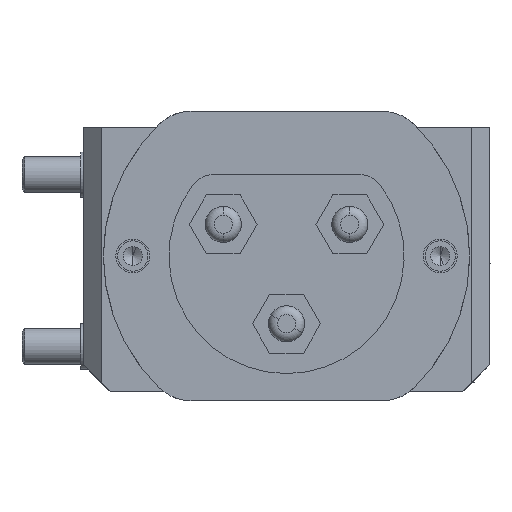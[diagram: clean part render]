
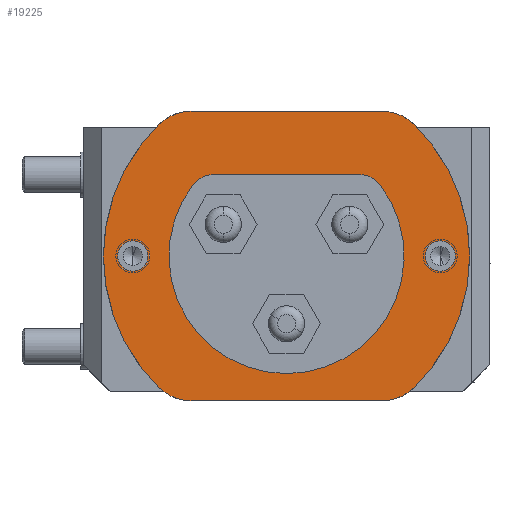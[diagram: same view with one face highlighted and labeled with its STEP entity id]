
A CAD part, left-side view. The second image highlights one B-rep face of the part: STEP entity #19225.
In plain terms, the highlighted planar face has unit normal (-1, 0, 0).
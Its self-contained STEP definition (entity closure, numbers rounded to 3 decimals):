
#215 = CARTESIAN_POINT ( 'NONE',  ( -111., -16., 48. ) ) ;
#343 = CIRCLE ( 'NONE', #17368, 3.35 ) ;
#835 = VERTEX_POINT ( 'NONE', #2336 ) ;
#968 = CARTESIAN_POINT ( 'NONE',  ( -111., 0., 30. ) ) ;
#1036 = ORIENTED_EDGE ( 'NONE', *, *, #14762, .T. ) ;
#1203 = CARTESIAN_POINT ( 'NONE',  ( -111., 21.125, 52. ) ) ;
#1309 = EDGE_CURVE ( 'NONE', #835, #7655, #19697, .T. ) ;
#1543 = CIRCLE ( 'NONE', #5497, 40.5 ) ;
#1590 = VERTEX_POINT ( 'NONE', #6129 ) ;
#1855 = ORIENTED_EDGE ( 'NONE', *, *, #15489, .F. ) ;
#1960 = LINE ( 'NONE', #215, #9531 ) ;
#2162 = CIRCLE ( 'NONE', #20456, 26. ) ;
#2197 = DIRECTION ( 'NONE',  ( -1., 0., 0. ) ) ;
#2336 = CARTESIAN_POINT ( 'NONE',  ( -111., 21.125, -2. ) ) ;
#2405 = FACE_BOUND ( 'NONE', #8137, .T. ) ;
#2529 = CARTESIAN_POINT ( 'NONE',  ( -111., 0., 30. ) ) ;
#2581 = DIRECTION ( 'NONE',  ( 0., 0., 1. ) ) ;
#2772 = AXIS2_PLACEMENT_3D ( 'NONE', #14043, #4376, #15680 ) ;
#2830 = DIRECTION ( 'NONE',  ( 0., 0., 1. ) ) ;
#2868 = EDGE_CURVE ( 'NONE', #17157, #6501, #13573, .T. ) ;
#2893 = CARTESIAN_POINT ( 'NONE',  ( -111., 16., 48. ) ) ;
#2942 = EDGE_CURVE ( 'NONE', #10495, #835, #9310, .T. ) ;
#2964 = VERTEX_POINT ( 'NONE', #3002 ) ;
#3002 = CARTESIAN_POINT ( 'NONE',  ( -111., 34., 26.65 ) ) ;
#3131 = ORIENTED_EDGE ( 'NONE', *, *, #13810, .F. ) ;
#3370 = ORIENTED_EDGE ( 'NONE', *, *, #4505, .T. ) ;
#3399 = CARTESIAN_POINT ( 'NONE',  ( -111., 34., 33.35 ) ) ;
#3484 = CIRCLE ( 'NONE', #19032, 10. ) ;
#3593 = CIRCLE ( 'NONE', #12221, 3.35 ) ;
#3606 = CARTESIAN_POINT ( 'NONE',  ( -111., 28.051, 59.213 ) ) ;
#3607 = VERTEX_POINT ( 'NONE', #8298 ) ;
#3643 = CARTESIAN_POINT ( 'NONE',  ( -111., 21.125, 62. ) ) ;
#3756 = DIRECTION ( 'NONE',  ( -1., 0., 0. ) ) ;
#3757 = ORIENTED_EDGE ( 'NONE', *, *, #17093, .F. ) ;
#4133 = DIRECTION ( 'NONE',  ( 0., 0., 1. ) ) ;
#4244 = CARTESIAN_POINT ( 'NONE',  ( -111., 21.125, 62. ) ) ;
#4251 = CARTESIAN_POINT ( 'NONE',  ( -111., -20.8, 45.6 ) ) ;
#4376 = DIRECTION ( 'NONE',  ( -1., 0., 0. ) ) ;
#4391 = DIRECTION ( 'NONE',  ( -1., 0., 0. ) ) ;
#4445 = CARTESIAN_POINT ( 'NONE',  ( -111., 21.125, 8. ) ) ;
#4505 = EDGE_CURVE ( 'NONE', #5217, #10495, #16080, .T. ) ;
#5017 = VERTEX_POINT ( 'NONE', #15834 ) ;
#5045 = DIRECTION ( 'NONE',  ( 0., 1., 0. ) ) ;
#5217 = VERTEX_POINT ( 'NONE', #3606 ) ;
#5425 = DIRECTION ( 'NONE',  ( 0., -1., 0. ) ) ;
#5497 = AXIS2_PLACEMENT_3D ( 'NONE', #7528, #18825, #9164 ) ;
#5984 = VERTEX_POINT ( 'NONE', #14793 ) ;
#6057 = DIRECTION ( 'NONE',  ( 0., 0., 1. ) ) ;
#6129 = CARTESIAN_POINT ( 'NONE',  ( -111., -28.051, 59.213 ) ) ;
#6226 = DIRECTION ( 'NONE',  ( -1., 0., 0. ) ) ;
#6501 = VERTEX_POINT ( 'NONE', #3643 ) ;
#6506 = CARTESIAN_POINT ( 'NONE',  ( -111., -16., 42. ) ) ;
#6511 = DIRECTION ( 'NONE',  ( 0., 0., 1. ) ) ;
#6614 = EDGE_CURVE ( 'NONE', #5017, #16266, #2162, .T. ) ;
#6622 = AXIS2_PLACEMENT_3D ( 'NONE', #2529, #13798, #4133 ) ;
#6700 = CARTESIAN_POINT ( 'NONE',  ( -111., 21.125, -2. ) ) ;
#7178 = FACE_BOUND ( 'NONE', #12270, .T. ) ;
#7290 = ORIENTED_EDGE ( 'NONE', *, *, #2942, .T. ) ;
#7385 = ORIENTED_EDGE ( 'NONE', *, *, #11991, .T. ) ;
#7509 = CARTESIAN_POINT ( 'NONE',  ( -111., 16., 42. ) ) ;
#7528 = CARTESIAN_POINT ( 'NONE',  ( -111., 0., 30. ) ) ;
#7655 = VERTEX_POINT ( 'NONE', #15069 ) ;
#8137 = EDGE_LOOP ( 'NONE', ( #20012, #14290, #3757, #1855 ) ) ;
#8165 = DIRECTION ( 'NONE',  ( 0., 0., 1. ) ) ;
#8298 = CARTESIAN_POINT ( 'NONE',  ( -111., -28.051, 0.787 ) ) ;
#8431 = EDGE_LOOP ( 'NONE', ( #1036, #3370, #7290, #18943, #12682, #16658, #7385, #10227 ) ) ;
#8697 = EDGE_CURVE ( 'NONE', #2964, #18761, #3593, .T. ) ;
#9142 = DIRECTION ( 'NONE',  ( 0., 0., 1. ) ) ;
#9164 = DIRECTION ( 'NONE',  ( 0., 0., 1. ) ) ;
#9310 = CIRCLE ( 'NONE', #14456, 10. ) ;
#9531 = VECTOR ( 'NONE', #5045, 1000. ) ;
#9584 = CARTESIAN_POINT ( 'NONE',  ( -111., 34., 30. ) ) ;
#9807 = VECTOR ( 'NONE', #13897, 1000. ) ;
#10187 = AXIS2_PLACEMENT_3D ( 'NONE', #7509, #18807, #9142 ) ;
#10227 = ORIENTED_EDGE ( 'NONE', *, *, #2868, .T. ) ;
#10495 = VERTEX_POINT ( 'NONE', #10883 ) ;
#10794 = VERTEX_POINT ( 'NONE', #15772 ) ;
#10883 = CARTESIAN_POINT ( 'NONE',  ( -111., 28.051, 0.787 ) ) ;
#10934 = FACE_OUTER_BOUND ( 'NONE', #8431, .T. ) ;
#11082 = VECTOR ( 'NONE', #5425, 1000. ) ;
#11177 = DIRECTION ( 'NONE',  ( 0., 0., 1. ) ) ;
#11183 = AXIS2_PLACEMENT_3D ( 'NONE', #1203, #12444, #2830 ) ;
#11298 = PLANE ( 'NONE',  #12739 ) ;
#11822 = CARTESIAN_POINT ( 'NONE',  ( -111., -34., 30. ) ) ;
#11991 = EDGE_CURVE ( 'NONE', #1590, #17157, #3484, .T. ) ;
#12192 = EDGE_CURVE ( 'NONE', #18761, #2964, #18624, .T. ) ;
#12210 = DIRECTION ( 'NONE',  ( -1., 0., 0. ) ) ;
#12221 = AXIS2_PLACEMENT_3D ( 'NONE', #9584, #20864, #11177 ) ;
#12270 = EDGE_LOOP ( 'NONE', ( #3131, #17903 ) ) ;
#12444 = DIRECTION ( 'NONE',  ( -1., 0., 0. ) ) ;
#12682 = ORIENTED_EDGE ( 'NONE', *, *, #18492, .T. ) ;
#12739 = AXIS2_PLACEMENT_3D ( 'NONE', #15866, #16219, #6511 ) ;
#13391 = CARTESIAN_POINT ( 'NONE',  ( -111., 34., 30. ) ) ;
#13459 = DIRECTION ( 'NONE',  ( 0., 0., 1. ) ) ;
#13573 = LINE ( 'NONE', #4244, #9807 ) ;
#13718 = VERTEX_POINT ( 'NONE', #15493 ) ;
#13798 = DIRECTION ( 'NONE',  ( -1., 0., 0. ) ) ;
#13810 = EDGE_CURVE ( 'NONE', #13718, #10794, #20489, .T. ) ;
#13889 = CIRCLE ( 'NONE', #11183, 10. ) ;
#13897 = DIRECTION ( 'NONE',  ( 0., 1., 0. ) ) ;
#14043 = CARTESIAN_POINT ( 'NONE',  ( -111., -21.125, 8. ) ) ;
#14056 = CARTESIAN_POINT ( 'NONE',  ( -111., -21.125, 52. ) ) ;
#14138 = AXIS2_PLACEMENT_3D ( 'NONE', #13391, #3756, #15032 ) ;
#14290 = ORIENTED_EDGE ( 'NONE', *, *, #19486, .F. ) ;
#14456 = AXIS2_PLACEMENT_3D ( 'NONE', #4445, #15759, #6057 ) ;
#14695 = EDGE_CURVE ( 'NONE', #3607, #1590, #1543, .T. ) ;
#14762 = EDGE_CURVE ( 'NONE', #6501, #5217, #13889, .T. ) ;
#14793 = CARTESIAN_POINT ( 'NONE',  ( -111., -16., 48. ) ) ;
#15032 = DIRECTION ( 'NONE',  ( 0., 0., 1. ) ) ;
#15069 = CARTESIAN_POINT ( 'NONE',  ( -111., -21.125, -2. ) ) ;
#15489 = EDGE_CURVE ( 'NONE', #16266, #5984, #20432, .T. ) ;
#15493 = CARTESIAN_POINT ( 'NONE',  ( -111., -34., 33.35 ) ) ;
#15680 = DIRECTION ( 'NONE',  ( 0., 0., -1. ) ) ;
#15692 = DIRECTION ( 'NONE',  ( 0., 0., -1. ) ) ;
#15759 = DIRECTION ( 'NONE',  ( -1., 0., 0. ) ) ;
#15772 = CARTESIAN_POINT ( 'NONE',  ( -111., -34., 26.65 ) ) ;
#15834 = CARTESIAN_POINT ( 'NONE',  ( -111., 20.8, 45.6 ) ) ;
#15866 = CARTESIAN_POINT ( 'NONE',  ( -111., 21.125, 52. ) ) ;
#15925 = CARTESIAN_POINT ( 'NONE',  ( -111., -34., 30. ) ) ;
#16027 = CIRCLE ( 'NONE', #10187, 6. ) ;
#16080 = CIRCLE ( 'NONE', #6622, 40.5 ) ;
#16158 = ORIENTED_EDGE ( 'NONE', *, *, #12192, .F. ) ;
#16219 = DIRECTION ( 'NONE',  ( -1., 0., 0. ) ) ;
#16266 = VERTEX_POINT ( 'NONE', #4251 ) ;
#16514 = CARTESIAN_POINT ( 'NONE',  ( -111., -21.125, 62. ) ) ;
#16658 = ORIENTED_EDGE ( 'NONE', *, *, #14695, .T. ) ;
#17093 = EDGE_CURVE ( 'NONE', #5984, #20632, #1960, .T. ) ;
#17157 = VERTEX_POINT ( 'NONE', #16514 ) ;
#17226 = EDGE_LOOP ( 'NONE', ( #16158, #18567 ) ) ;
#17368 = AXIS2_PLACEMENT_3D ( 'NONE', #11822, #2197, #13459 ) ;
#17541 = DIRECTION ( 'NONE',  ( 0., 0., 1. ) ) ;
#17822 = DIRECTION ( 'NONE',  ( -1., 0., 0. ) ) ;
#17903 = ORIENTED_EDGE ( 'NONE', *, *, #19901, .F. ) ;
#18323 = CIRCLE ( 'NONE', #2772, 10. ) ;
#18492 = EDGE_CURVE ( 'NONE', #7655, #3607, #18323, .T. ) ;
#18567 = ORIENTED_EDGE ( 'NONE', *, *, #8697, .F. ) ;
#18624 = CIRCLE ( 'NONE', #14138, 3.35 ) ;
#18640 = AXIS2_PLACEMENT_3D ( 'NONE', #15925, #6226, #17541 ) ;
#18761 = VERTEX_POINT ( 'NONE', #3399 ) ;
#18807 = DIRECTION ( 'NONE',  ( -1., 0., 0. ) ) ;
#18825 = DIRECTION ( 'NONE',  ( -1., 0., 0. ) ) ;
#18943 = ORIENTED_EDGE ( 'NONE', *, *, #1309, .T. ) ;
#19032 = AXIS2_PLACEMENT_3D ( 'NONE', #14056, #4391, #15692 ) ;
#19039 = FACE_BOUND ( 'NONE', #17226, .T. ) ;
#19063 = AXIS2_PLACEMENT_3D ( 'NONE', #6506, #17822, #8165 ) ;
#19225 = ADVANCED_FACE ( 'NONE', ( #7178, #19039, #10934, #2405 ), #11298, .T. ) ;
#19486 = EDGE_CURVE ( 'NONE', #20632, #5017, #16027, .T. ) ;
#19697 = LINE ( 'NONE', #6700, #11082 ) ;
#19901 = EDGE_CURVE ( 'NONE', #10794, #13718, #343, .T. ) ;
#20012 = ORIENTED_EDGE ( 'NONE', *, *, #6614, .F. ) ;
#20432 = CIRCLE ( 'NONE', #19063, 6. ) ;
#20456 = AXIS2_PLACEMENT_3D ( 'NONE', #968, #12210, #2581 ) ;
#20489 = CIRCLE ( 'NONE', #18640, 3.35 ) ;
#20632 = VERTEX_POINT ( 'NONE', #2893 ) ;
#20864 = DIRECTION ( 'NONE',  ( -1., 0., 0. ) ) ;
